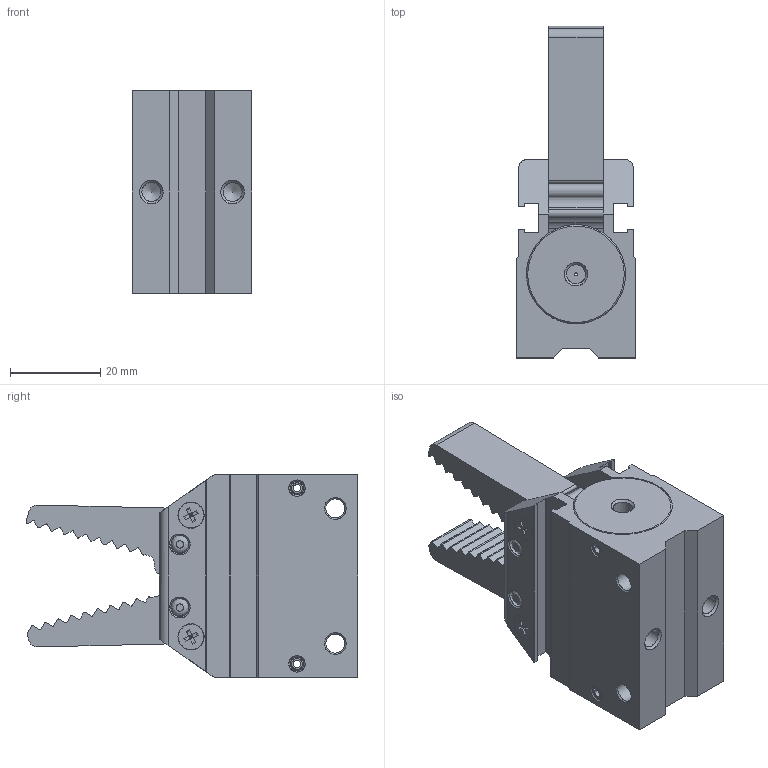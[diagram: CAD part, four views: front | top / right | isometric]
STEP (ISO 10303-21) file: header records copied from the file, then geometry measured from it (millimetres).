
FILE_DESCRIPTION((''),'2;1');
FILE_NAME('GR04.110.stp','2007-10-25T09:23:33',('RKob'),(''),'Autodesk Inventor 2008','Autodesk Inventor 2008','');
FILE_SCHEMA(('AUTOMOTIVE_DESIGN { 1 0 10303 214 1 1 1 1 }'));
Length unit declared in the file: millimetre
Products named in the file (1): GR04
Bounding box: 26.5 x 73.58 x 45 mm (x, y, z)
Surface area: 18967.4 mm2 (no closed solid volume)
Topology: 0 solids, 426 shells, 426 faces, 2122 edges, 2036 vertices
Faces by surface type: plane 220, cylinder 145, bspline 49, cone 10, torus 2
Full cylindrical faces by diameter (mm): 0.7 x2, 2.5 x2, 3 x6, 3.2 x2, 3.3 x2, 4 x8, 4.2 x6, 5.6 x2, 5.8 x2, 20 x2
Entity records: 29896 total; most frequent: CARTESIAN_POINT 11060, DIRECTION 3146, ORIENTED_EDGE 2094, EDGE_CURVE 2054, VERTEX_POINT 2016, VECTOR 1282, LINE 1282, AXIS2_PLACEMENT_3D 932
